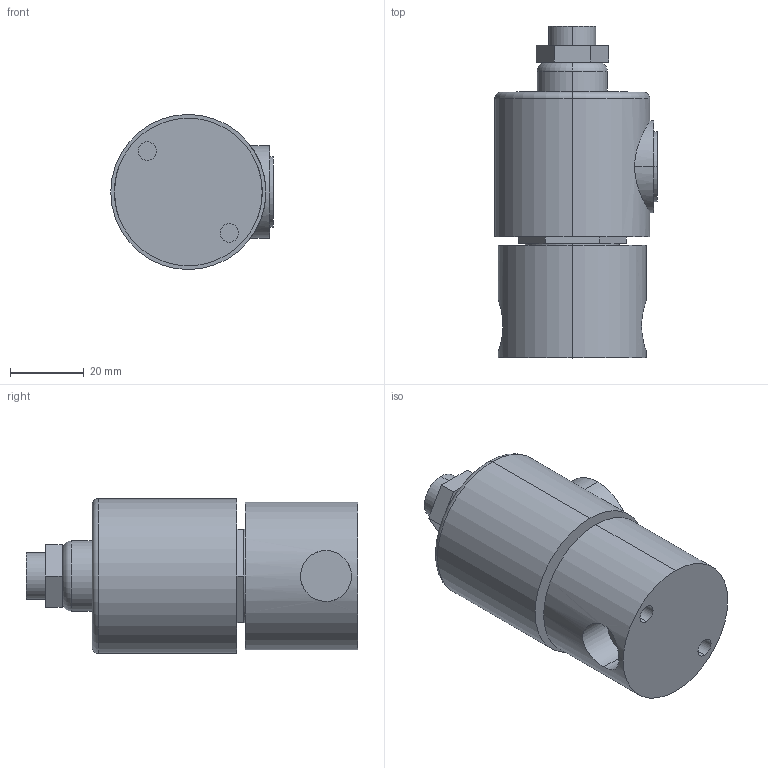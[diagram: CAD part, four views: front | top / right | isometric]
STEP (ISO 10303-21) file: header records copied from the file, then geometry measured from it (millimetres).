
FILE_DESCRIPTION (( 'STEP AP214' ), '1' );
FILE_NAME ('YS302B-5B.STEP', '2025-10-23T06:37:47', ( '' ), ( '' ), 'SwSTEP 2.0', 'SolidWorks 2024', '' );
FILE_SCHEMA (( 'AUTOMOTIVE_DESIGN' ));
Length unit declared in the file: millimetre
Products named in the file (3): AS302B_AS302B; ZS302-2_5B; YS302B-5B
Assembly tree (2 placements, depth 2):
  YS302B-5B
    ZS302-2_5B
    AS302B_AS302B
Bounding box: 44 x 89.85 x 42 mm (x, y, z)
Volume: 95808.7 mm3; surface area: 17949.9 mm2
Topology: 2 solids, 2 shells, 64 faces, 132 edges, 84 vertices
Faces by surface type: plane 34, cylinder 26, torus 4
Entity records: 2048 total; most frequent: CARTESIAN_POINT 559, DIRECTION 322, ORIENTED_EDGE 264, EDGE_CURVE 132, AXIS2_PLACEMENT_3D 127, VERTEX_POINT 84, EDGE_LOOP 76, VECTOR 68
